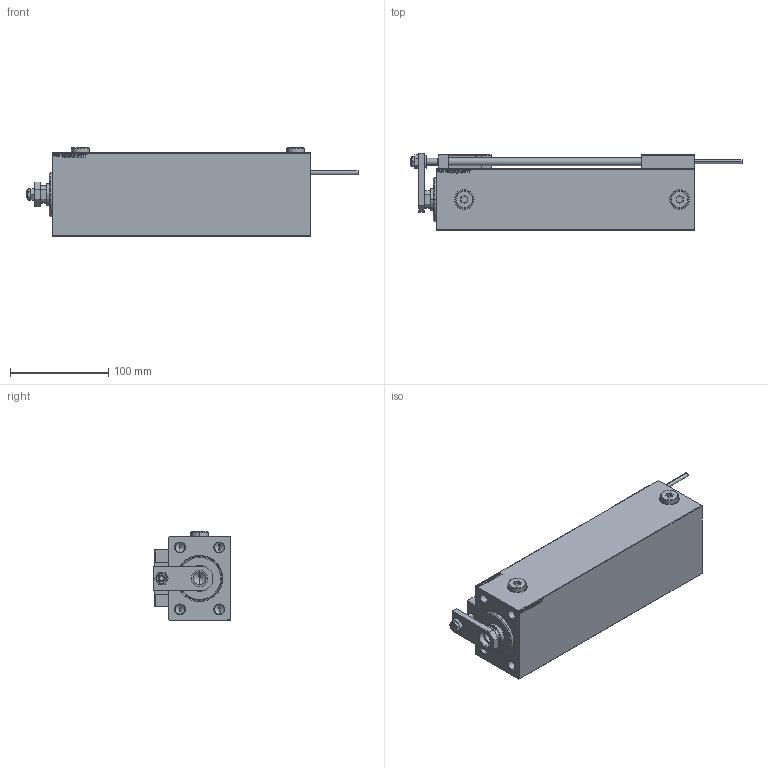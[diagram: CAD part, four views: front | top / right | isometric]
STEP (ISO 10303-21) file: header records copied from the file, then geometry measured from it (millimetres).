
FILE_DESCRIPTION (( 'STEP AP203' ), '1' );
FILE_NAME ('c7b7.STEP', '2024-02-13T02:30:21', ( '' ), ( '' ), 'SwSTEP 2.0', 'SolidWorks 2019', '' );
FILE_SCHEMA (( 'CONFIG_CONTROL_DESIGN' ));
Length unit declared in the file: millimetre
Products named in the file (17): TYC_L79 fb40422d2b33e01aefaa25d545691332; NUT_D10 fb40422d2b33e01aefaa25d545691332; NUT_D12 fb40422d2b33e01aefaa25d545691332; ALLEN BOLT D8 fb40422d2b33e01aefaa25d545691332; SWITCH X fb40422d2b33e01aefaa25d545691332; V450CM_B_VCP fb40422d2b33e01aefaa25d545691332; V450CM_VC_B fb40422d2b33e01aefaa25d545691332; ALLEN BOLT D5 fb40422d2b33e01aefaa25d545691332; KONCOVKA fb40422d2b33e01aefaa25d545691332; ZARAZKA fb40422d2b33e01aefaa25d545691332; SWITCH DIM B,W fb40422d2b33e01aefaa25d545691332; Block fb40422d2b33e01aefaa25d545691332; MAGNET fb40422d2b33e01aefaa25d545691332; SWITCH_X_FRONT_BACK fb40422d2b33e01aefaa25d545691332; Zatka_OIL_PORT fb40422d2b33e01aefaa25d545691332; c7b7; V450CM_B_Body fb40422d2b33e01aefaa25d545691332
Assembly tree (27 placements, depth 3):
  c7b7
    V450CM_B_Body fb40422d2b33e01aefaa25d545691332
    V450CM_B_VCP fb40422d2b33e01aefaa25d545691332
    SWITCH X fb40422d2b33e01aefaa25d545691332
      SWITCH_X_FRONT_BACK fb40422d2b33e01aefaa25d545691332  x2
      TYC_L79 fb40422d2b33e01aefaa25d545691332
      Block fb40422d2b33e01aefaa25d545691332  x2
      ALLEN BOLT D5 fb40422d2b33e01aefaa25d545691332  x4
      ALLEN BOLT D8 fb40422d2b33e01aefaa25d545691332  x4
      MAGNET fb40422d2b33e01aefaa25d545691332  x2
      KONCOVKA fb40422d2b33e01aefaa25d545691332  x2
    NUT_D10 fb40422d2b33e01aefaa25d545691332
    NUT_D12 fb40422d2b33e01aefaa25d545691332
    SWITCH DIM B,W fb40422d2b33e01aefaa25d545691332
    ZARAZKA fb40422d2b33e01aefaa25d545691332
    V450CM_VC_B fb40422d2b33e01aefaa25d545691332
    Zatka_OIL_PORT fb40422d2b33e01aefaa25d545691332  x2
Bounding box: 337.7 x 78.5 x 89.9 mm (x, y, z)
Volume: 1276860.5 mm3; surface area: 187630.4 mm2
Topology: 26 solids, 26 shells, 1372 faces, 3272 edges, 2070 vertices
Faces by surface type: plane 595, bspline 380, cylinder 200, cone 149, torus 44, sphere 4
Entity records: 52520 total; most frequent: CARTESIAN_POINT 26519, ORIENTED_EDGE 5452, DIRECTION 3779, EDGE_CURVE 2726, VERTEX_POINT 1770, VECTOR 1575, LINE 1575, EDGE_LOOP 1266
